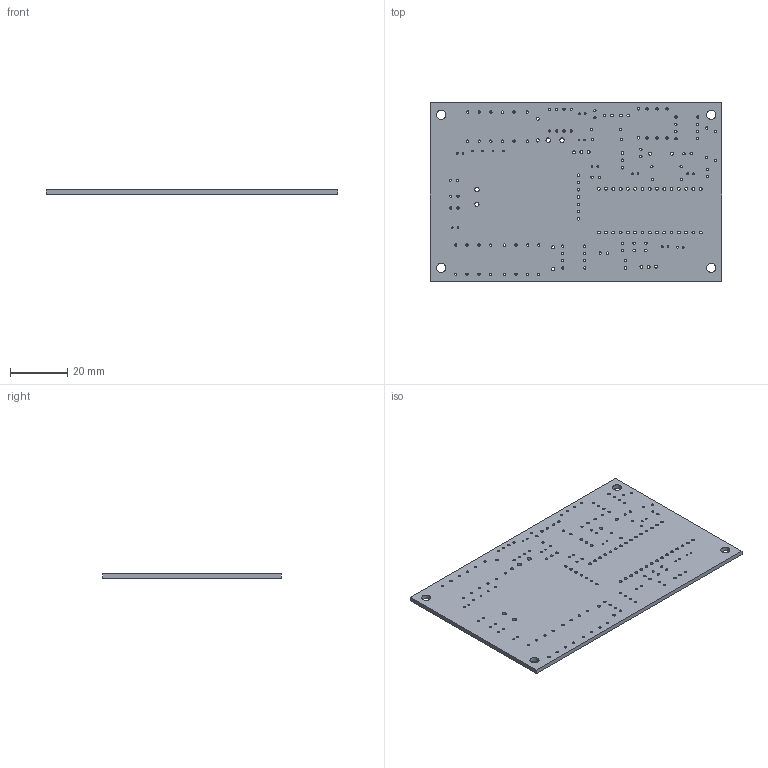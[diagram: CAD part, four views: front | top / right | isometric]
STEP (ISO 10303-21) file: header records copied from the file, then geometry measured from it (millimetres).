
FILE_DESCRIPTION(('KiCad electronic assembly'),'2;1');
FILE_NAME('Speedometer.step','2025-03-26T07:57:50',('Pcbnew'),('Kicad'), 'Open CASCADE STEP processor 7.8','KiCad to STEP converter','Unknown' );
FILE_SCHEMA(('AUTOMOTIVE_DESIGN { 1 0 10303 214 1 1 1 1 }'));
Length unit declared in the file: millimetre
Products named in the file (2): Speedometer 1; Speedometer_PCB
Assembly tree (1 placements, depth 2):
  Speedometer 1
    Speedometer_PCB
Bounding box: 101.6 x 62.2 x 1.51 mm (x, y, z)
Volume: 9333.3 mm3; surface area: 13645 mm2
Topology: 1 solids, 1 shells, 190 faces, 564 edges, 376 vertices
Faces by surface type: cylinder 184, plane 6
Full cylindrical faces by diameter (mm): 0.6 x22, 0.8 x96, 0.9 x13, 1 x39, 1.1 x6, 1.5 x2, 1.55 x2, 3.2 x4
Entity records: 7369 total; most frequent: DIRECTION 1316, CARTESIAN_POINT 1132, ORIENTED_EDGE 1128, EDGE_CURVE 564, AXIS2_PLACEMENT_3D 560, FACE_BOUND 558, EDGE_LOOP 558, VERTEX_POINT 376
